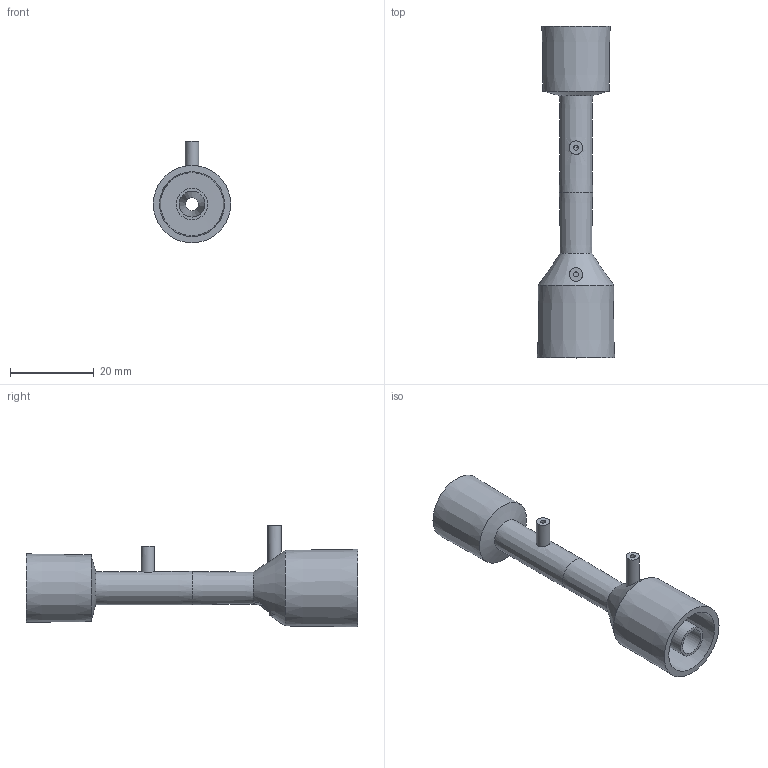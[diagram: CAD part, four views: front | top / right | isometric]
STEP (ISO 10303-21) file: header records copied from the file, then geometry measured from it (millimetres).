
FILE_DESCRIPTION(/* description */ (''),/* implementation_level */ '2;1');
FILE_NAME(/* name */ '0955f7bf-5a44-449a-9aa6-30709182e189.stp',/* time_stamp */ '2020-03-27T14:23:07+00:00',/* author */ (''),/* organization */ (''),/* preprocessor_version */ 'ST-DEVELOPER v18',/* originating_system */ 'Autodesk Translation Framework v8.12.0.6',/* authorisation */ '');
FILE_SCHEMA (('AUTOMOTIVE_DESIGN { 1 0 10303 214 3 1 1 }'));
Length unit declared in the file: millimetre
Products named in the file (2): Test; Venturi Body
Assembly tree (1 placements, depth 2):
  Test
    Venturi Body
Bounding box: 18.46 x 79.11 x 24.24 mm (x, y, z)
Volume: 5709.8 mm3; surface area: 7128.2 mm2
Topology: 1 solids, 1 shells, 87 faces, 255 edges, 168 vertices
Faces by surface type: cylinder 25, plane 22, bspline 17, cone 17, torus 6
Full cylindrical faces by diameter (mm): 1.2 x2, 3.2 x2, 6.168 x1, 7.507 x1
Entity records: 3483 total; most frequent: CARTESIAN_POINT 1199, ORIENTED_EDGE 510, DIRECTION 433, EDGE_CURVE 255, AXIS2_PLACEMENT_3D 173, VERTEX_POINT 168, EDGE_LOOP 93, CIRCLE 92
